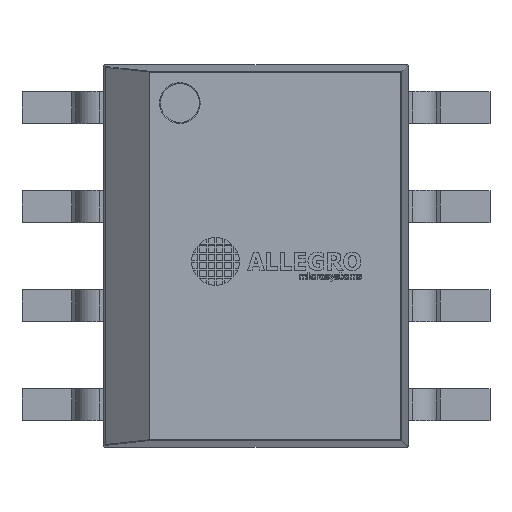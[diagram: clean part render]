
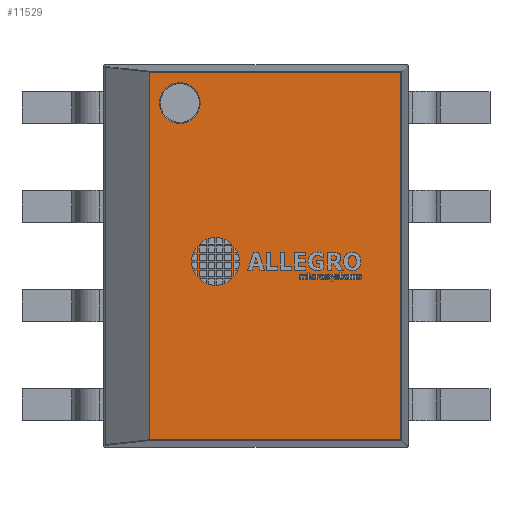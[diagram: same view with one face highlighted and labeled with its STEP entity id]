
A CAD part, top view. The second image highlights one B-rep face of the part: STEP entity #11529.
In plain terms, the highlighted planar face has unit normal (0, 0, 1).
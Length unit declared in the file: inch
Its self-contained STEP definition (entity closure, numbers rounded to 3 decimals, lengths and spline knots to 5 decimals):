
#542=FACE_BOUND('',#4104,.T.);
#565=PLANE('',#12443);
#1020=LINE('',#15782,#2171);
#1024=LINE('',#15802,#2175);
#1028=LINE('',#15808,#2179);
#1032=LINE('',#15814,#2183);
#2171=VECTOR('',#13238,0.3937);
#2175=VECTOR('',#13262,0.3937);
#2179=VECTOR('',#13270,0.3937);
#2183=VECTOR('',#13278,0.3937);
#3426=FACE_OUTER_BOUND('',#4103,.T.);
#4103=EDGE_LOOP('',(#7755,#7756,#7757,#7758));
#4104=EDGE_LOOP('',(#7759));
#4792=CIRCLE('',#12444,0.01024);
#4920=VERTEX_POINT('',#15730);
#4930=VERTEX_POINT('',#15762);
#4933=VERTEX_POINT('',#15772);
#4938=VERTEX_POINT('',#15794);
#4941=VERTEX_POINT('',#15858);
#6008=EDGE_CURVE('',#4920,#4933,#1020,.T.);
#6018=EDGE_CURVE('',#4938,#4930,#1024,.T.);
#6022=EDGE_CURVE('',#4933,#4938,#1028,.T.);
#6026=EDGE_CURVE('',#4930,#4920,#1032,.T.);
#6047=EDGE_CURVE('',#4941,#4941,#4792,.T.);
#7755=ORIENTED_EDGE('',*,*,#6018,.F.);
#7756=ORIENTED_EDGE('',*,*,#6022,.F.);
#7757=ORIENTED_EDGE('',*,*,#6008,.F.);
#7758=ORIENTED_EDGE('',*,*,#6026,.F.);
#7759=ORIENTED_EDGE('',*,*,#6047,.F.);
#11529=ADVANCED_FACE('',(#3426,#542),#565,.T.);
#12443=AXIS2_PLACEMENT_3D('',#15857,#13343,#13344);
#12444=AXIS2_PLACEMENT_3D('',#15859,#13345,#13346);
#13238=DIRECTION('',(-1.,0.,0.));
#13262=DIRECTION('',(1.,0.,0.));
#13270=DIRECTION('',(0.,1.,0.));
#13278=DIRECTION('',(0.,-1.,0.));
#13343=DIRECTION('center_axis',(0.,0.,1.));
#13344=DIRECTION('ref_axis',(1.,0.,0.));
#13345=DIRECTION('center_axis',(0.,0.,1.));
#13346=DIRECTION('ref_axis',(-1.,0.,0.));
#15730=CARTESIAN_POINT('',(0.07312,-0.09281,0.0689));
#15762=CARTESIAN_POINT('',(0.07312,0.09281,0.0689));
#15772=CARTESIAN_POINT('',(-0.05364,-0.09281,0.0689));
#15782=CARTESIAN_POINT('',(0.03839,-0.09281,0.0689));
#15794=CARTESIAN_POINT('',(-0.05364,0.09281,0.0689));
#15802=CARTESIAN_POINT('',(-0.03839,0.09281,0.0689));
#15808=CARTESIAN_POINT('',(-0.05364,-0.02411,0.0689));
#15814=CARTESIAN_POINT('',(0.07312,0.04823,0.0689));
#15857=CARTESIAN_POINT('Origin',(0.,0.,0.0689));
#15858=CARTESIAN_POINT('',(-0.02819,0.07715,0.0689));
#15859=CARTESIAN_POINT('Origin',(-0.03843,0.07715,
0.0689));
